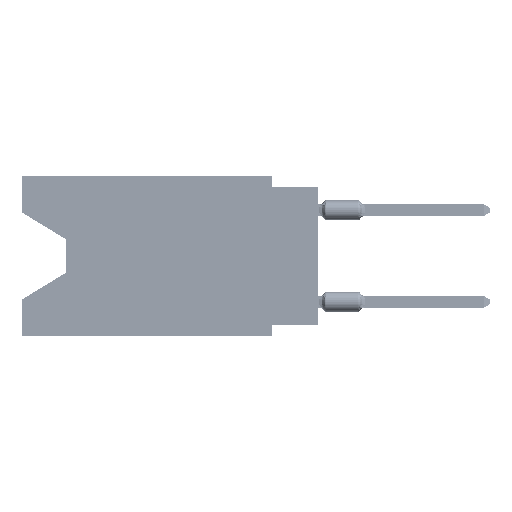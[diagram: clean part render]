
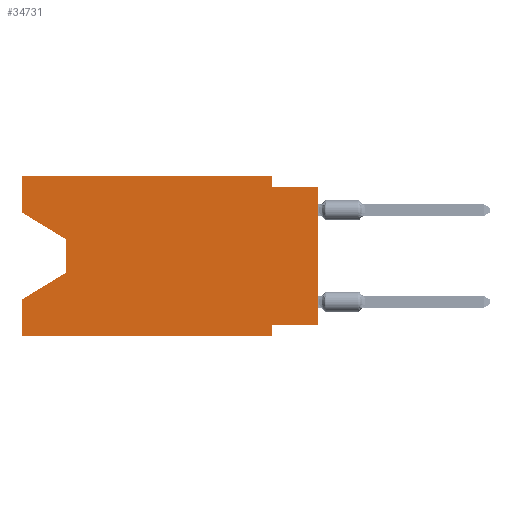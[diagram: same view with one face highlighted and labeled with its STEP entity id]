
A CAD part, left-side view. The second image highlights one B-rep face of the part: STEP entity #34731.
In plain terms, the highlighted planar face has unit normal (-1, 0, 0).
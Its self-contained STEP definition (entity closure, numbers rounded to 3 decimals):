
#342 = CARTESIAN_POINT ( 'NONE',  ( 0., 0., -0.635 ) ) ;
#2149 = CARTESIAN_POINT ( 'NONE',  ( 0., 0., -8.255 ) ) ;
#2311 = PLANE ( 'NONE',  #71324 ) ;
#4567 = DIRECTION ( 'NONE',  ( 0., 1., 0. ) ) ;
#7174 = CARTESIAN_POINT ( 'NONE',  ( 0., 13.97, -3.505 ) ) ;
#7416 = CARTESIAN_POINT ( 'NONE',  ( 0., 2.54, -8.255 ) ) ;
#9126 = CARTESIAN_POINT ( 'NONE',  ( 0., 16.383, -2.038 ) ) ;
#9702 = VERTEX_POINT ( 'NONE', #109687 ) ;
#9752 = DIRECTION ( 'NONE',  ( 1., 0., 0. ) ) ;
#9845 = LINE ( 'NONE', #94817, #45284 ) ;
#11650 = DIRECTION ( 'NONE',  ( 0., 0.855, -0.519 ) ) ;
#12323 = ORIENTED_EDGE ( 'NONE', *, *, #35992, .F. ) ;
#12668 = VECTOR ( 'NONE', #79183, 1000. ) ;
#13254 = ORIENTED_EDGE ( 'NONE', *, *, #76379, .T. ) ;
#14048 = VECTOR ( 'NONE', #4567, 1000. ) ;
#14088 = CARTESIAN_POINT ( 'NONE',  ( 0., 0., -0.635 ) ) ;
#16685 = CARTESIAN_POINT ( 'NONE',  ( 0., 16.383, 0. ) ) ;
#17333 = VECTOR ( 'NONE', #67717, 1000. ) ;
#17356 = EDGE_CURVE ( 'NONE', #22023, #93761, #98983, .T. ) ;
#17980 = VERTEX_POINT ( 'NONE', #33139 ) ;
#18481 = DIRECTION ( 'NONE',  ( 0., 0., -1. ) ) ;
#18997 = FACE_OUTER_BOUND ( 'NONE', #42491, .T. ) ;
#22023 = VERTEX_POINT ( 'NONE', #49623 ) ;
#28863 = ORIENTED_EDGE ( 'NONE', *, *, #60513, .T. ) ;
#30663 = VERTEX_POINT ( 'NONE', #60637 ) ;
#31185 = CARTESIAN_POINT ( 'NONE',  ( 0., 0., 0. ) ) ;
#32387 = VERTEX_POINT ( 'NONE', #75625 ) ;
#32688 = EDGE_CURVE ( 'NONE', #104935, #17980, #45960, .T. ) ;
#32744 = LINE ( 'NONE', #9126, #69144 ) ;
#33139 = CARTESIAN_POINT ( 'NONE',  ( 0., 13.97, -5.385 ) ) ;
#33480 = VECTOR ( 'NONE', #70030, 1000. ) ;
#33602 = EDGE_CURVE ( 'NONE', #72205, #84643, #102355, .T. ) ;
#33876 = VERTEX_POINT ( 'NONE', #342 ) ;
#34731 = ADVANCED_FACE ( 'NONE', ( #18997 ), #2311, .F. ) ;
#35454 = VERTEX_POINT ( 'NONE', #109268 ) ;
#35992 = EDGE_CURVE ( 'NONE', #35454, #33876, #107091, .T. ) ;
#41303 = ORIENTED_EDGE ( 'NONE', *, *, #33602, .F. ) ;
#41621 = EDGE_CURVE ( 'NONE', #32387, #35454, #64671, .T. ) ;
#42491 = EDGE_LOOP ( 'NONE', ( #65777, #83808, #47981, #68396, #13254, #120543, #41303, #28863, #12323, #69228, #76041, #65797 ) ) ;
#44471 = VECTOR ( 'NONE', #86535, 1000. ) ;
#45284 = VECTOR ( 'NONE', #11650, 1000. ) ;
#45960 = LINE ( 'NONE', #7174, #55558 ) ;
#46634 = EDGE_CURVE ( 'NONE', #9702, #30663, #95774, .T. ) ;
#47315 = DIRECTION ( 'NONE',  ( 0., 0., -1. ) ) ;
#47981 = ORIENTED_EDGE ( 'NONE', *, *, #97831, .T. ) ;
#48063 = LINE ( 'NONE', #104138, #94683 ) ;
#48963 = CARTESIAN_POINT ( 'NONE',  ( 0., 16.383, 0. ) ) ;
#49623 = CARTESIAN_POINT ( 'NONE',  ( 0., 16.383, -2.038 ) ) ;
#55558 = VECTOR ( 'NONE', #92781, 1000. ) ;
#56482 = EDGE_CURVE ( 'NONE', #22023, #104935, #32744, .T. ) ;
#56536 = CARTESIAN_POINT ( 'NONE',  ( 0., 16.383, 0. ) ) ;
#60513 = EDGE_CURVE ( 'NONE', #72205, #33876, #106316, .T. ) ;
#60637 = CARTESIAN_POINT ( 'NONE',  ( 0., 16.383, -6.852 ) ) ;
#64671 = LINE ( 'NONE', #121350, #106684 ) ;
#65777 = ORIENTED_EDGE ( 'NONE', *, *, #56482, .T. ) ;
#65797 = ORIENTED_EDGE ( 'NONE', *, *, #17356, .F. ) ;
#67717 = DIRECTION ( 'NONE',  ( 0., 0., -1. ) ) ;
#68396 = ORIENTED_EDGE ( 'NONE', *, *, #46634, .F. ) ;
#69144 = VECTOR ( 'NONE', #117101, 1000. ) ;
#69228 = ORIENTED_EDGE ( 'NONE', *, *, #41621, .F. ) ;
#70030 = DIRECTION ( 'NONE',  ( 0., 0., 1. ) ) ;
#71324 = AXIS2_PLACEMENT_3D ( 'NONE', #56536, #9752, #47315 ) ;
#71755 = EDGE_CURVE ( 'NONE', #93761, #32387, #108076, .T. ) ;
#72205 = VERTEX_POINT ( 'NONE', #89382 ) ;
#72316 = DIRECTION ( 'NONE',  ( 0., -1., 0. ) ) ;
#75512 = CARTESIAN_POINT ( 'NONE',  ( 0., 13.97, -3.505 ) ) ;
#75625 = CARTESIAN_POINT ( 'NONE',  ( 0., 2.54, 0. ) ) ;
#76041 = ORIENTED_EDGE ( 'NONE', *, *, #71755, .F. ) ;
#76379 = EDGE_CURVE ( 'NONE', #9702, #92845, #48063, .T. ) ;
#76405 = DIRECTION ( 'NONE',  ( 0., -1., 0. ) ) ;
#76974 = CARTESIAN_POINT ( 'NONE',  ( 0., 2.54, -8.89 ) ) ;
#77402 = VECTOR ( 'NONE', #79351, 1000. ) ;
#79183 = DIRECTION ( 'NONE',  ( 0., 0., 1. ) ) ;
#79351 = DIRECTION ( 'NONE',  ( 0., -1., 0. ) ) ;
#83808 = ORIENTED_EDGE ( 'NONE', *, *, #32688, .T. ) ;
#84643 = VERTEX_POINT ( 'NONE', #7416 ) ;
#86535 = DIRECTION ( 'NONE',  ( 0., 0., 1. ) ) ;
#89141 = CARTESIAN_POINT ( 'NONE',  ( 0., 16.383, 0. ) ) ;
#89230 = LINE ( 'NONE', #76974, #17333 ) ;
#89382 = CARTESIAN_POINT ( 'NONE',  ( 0., 0., -8.255 ) ) ;
#92245 = VECTOR ( 'NONE', #72316, 1000. ) ;
#92781 = DIRECTION ( 'NONE',  ( 0., 0., -1. ) ) ;
#92845 = VERTEX_POINT ( 'NONE', #98905 ) ;
#93761 = VERTEX_POINT ( 'NONE', #16685 ) ;
#94683 = VECTOR ( 'NONE', #76405, 1000. ) ;
#94817 = CARTESIAN_POINT ( 'NONE',  ( 0., 13.97, -5.385 ) ) ;
#95283 = EDGE_CURVE ( 'NONE', #84643, #92845, #89230, .T. ) ;
#95774 = LINE ( 'NONE', #48963, #44471 ) ;
#97831 = EDGE_CURVE ( 'NONE', #17980, #30663, #9845, .T. ) ;
#98905 = CARTESIAN_POINT ( 'NONE',  ( 0., 2.54, -8.89 ) ) ;
#98983 = LINE ( 'NONE', #89141, #33480 ) ;
#102355 = LINE ( 'NONE', #2149, #14048 ) ;
#104138 = CARTESIAN_POINT ( 'NONE',  ( 0., 16.383, -8.89 ) ) ;
#104935 = VERTEX_POINT ( 'NONE', #75512 ) ;
#106316 = LINE ( 'NONE', #31185, #12668 ) ;
#106684 = VECTOR ( 'NONE', #18481, 1000. ) ;
#107091 = LINE ( 'NONE', #14088, #77402 ) ;
#108076 = LINE ( 'NONE', #109288, #92245 ) ;
#109268 = CARTESIAN_POINT ( 'NONE',  ( 0., 2.54, -0.635 ) ) ;
#109288 = CARTESIAN_POINT ( 'NONE',  ( 0., 16.383, 0. ) ) ;
#109687 = CARTESIAN_POINT ( 'NONE',  ( 0., 16.383, -8.89 ) ) ;
#117101 = DIRECTION ( 'NONE',  ( 0., -0.855, -0.519 ) ) ;
#120543 = ORIENTED_EDGE ( 'NONE', *, *, #95283, .F. ) ;
#121350 = CARTESIAN_POINT ( 'NONE',  ( 0., 2.54, 0. ) ) ;
